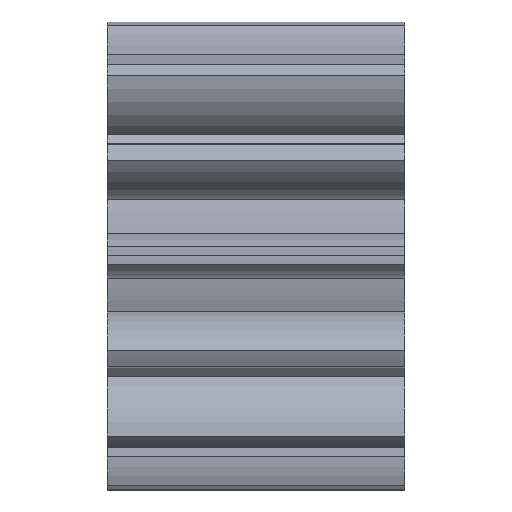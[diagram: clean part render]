
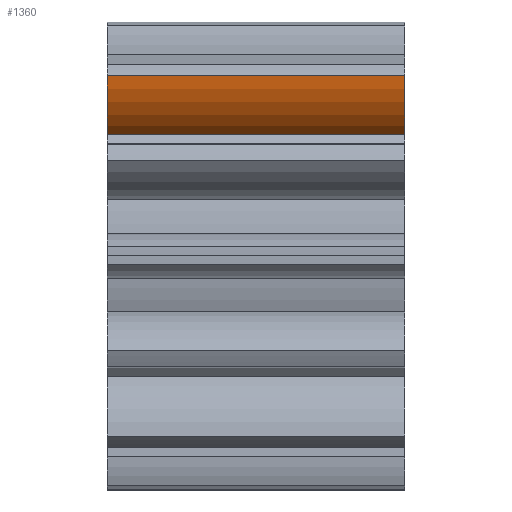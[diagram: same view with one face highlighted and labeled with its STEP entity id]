
A CAD part, top view. The second image highlights one B-rep face of the part: STEP entity #1360.
In plain terms, the highlighted cylindrical face has radius 3.556 mm (diameter 7.112 mm), a partial arc.
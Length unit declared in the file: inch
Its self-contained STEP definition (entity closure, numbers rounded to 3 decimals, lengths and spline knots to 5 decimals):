
#46 = CARTESIAN_POINT ( 'NONE',  ( 0., 0.20313, 0.20416 ) ) ;
#97 = DIRECTION ( 'NONE',  ( 0., 0., 1. ) ) ;
#151 = CARTESIAN_POINT ( 'NONE',  ( 0.5, 0.20313, 0.20416 ) ) ;
#187 = ORIENTED_EDGE ( 'NONE', *, *, #2400, .T. ) ;
#248 = CARTESIAN_POINT ( 'NONE',  ( 0., 0.30307, 0.26105 ) ) ;
#260 = EDGE_CURVE ( 'NONE', #295, #1929, #2176, .T. ) ;
#275 = CARTESIAN_POINT ( 'NONE',  ( 0., 0.31625, 0.12167 ) ) ;
#295 = VERTEX_POINT ( 'NONE', #248 ) ;
#402 = AXIS2_PLACEMENT_3D ( 'NONE', #2321, #1723, #97 ) ;
#443 = VECTOR ( 'NONE', #842, 39.37008 ) ;
#473 = ORIENTED_EDGE ( 'NONE', *, *, #260, .T. ) ;
#504 = CARTESIAN_POINT ( 'NONE',  ( 0.5, 0.30307, 0.26105 ) ) ;
#646 = CARTESIAN_POINT ( 'NONE',  ( 0.5, 0.31625, 0.12167 ) ) ;
#837 = DIRECTION ( 'NONE',  ( 0., 0., 1. ) ) ;
#842 = DIRECTION ( 'NONE',  ( -1., 0., 0. ) ) ;
#989 = DIRECTION ( 'NONE',  ( 1., 0., 0. ) ) ;
#1098 = AXIS2_PLACEMENT_3D ( 'NONE', #646, #1937, #837 ) ;
#1157 = ORIENTED_EDGE ( 'NONE', *, *, #2290, .T. ) ;
#1262 = ORIENTED_EDGE ( 'NONE', *, *, #1688, .T. ) ;
#1360 = ADVANCED_FACE ( 'NONE', ( #1843 ), #2234, .T. ) ;
#1419 = LINE ( 'NONE', #2142, #443 ) ;
#1604 = AXIS2_PLACEMENT_3D ( 'NONE', #275, #2115, #2122 ) ;
#1688 = EDGE_CURVE ( 'NONE', #1848, #1820, #2023, .T. ) ;
#1708 = CARTESIAN_POINT ( 'NONE',  ( 0.5, 0.20313, 0.20416 ) ) ;
#1709 = EDGE_LOOP ( 'NONE', ( #1157, #1262, #187, #473 ) ) ;
#1723 = DIRECTION ( 'NONE',  ( -1., 0., 0. ) ) ;
#1820 = VERTEX_POINT ( 'NONE', #504 ) ;
#1843 = FACE_OUTER_BOUND ( 'NONE', #1709, .T. ) ;
#1848 = VERTEX_POINT ( 'NONE', #151 ) ;
#1929 = VERTEX_POINT ( 'NONE', #46 ) ;
#1937 = DIRECTION ( 'NONE',  ( -1., 0., 0. ) ) ;
#2023 = CIRCLE ( 'NONE', #1098, 0.14 ) ;
#2086 = VECTOR ( 'NONE', #989, 39.37008 ) ;
#2115 = DIRECTION ( 'NONE',  ( 1., 0., 0. ) ) ;
#2122 = DIRECTION ( 'NONE',  ( 0., 0., 1. ) ) ;
#2142 = CARTESIAN_POINT ( 'NONE',  ( 0.5, 0.30307, 0.26105 ) ) ;
#2156 = LINE ( 'NONE', #1708, #2086 ) ;
#2176 = CIRCLE ( 'NONE', #1604, 0.14 ) ;
#2234 = CYLINDRICAL_SURFACE ( 'NONE', #402, 0.14 ) ;
#2290 = EDGE_CURVE ( 'NONE', #1929, #1848, #2156, .T. ) ;
#2321 = CARTESIAN_POINT ( 'NONE',  ( 0.5, 0.31625, 0.12167 ) ) ;
#2400 = EDGE_CURVE ( 'NONE', #1820, #295, #1419, .T. ) ;
